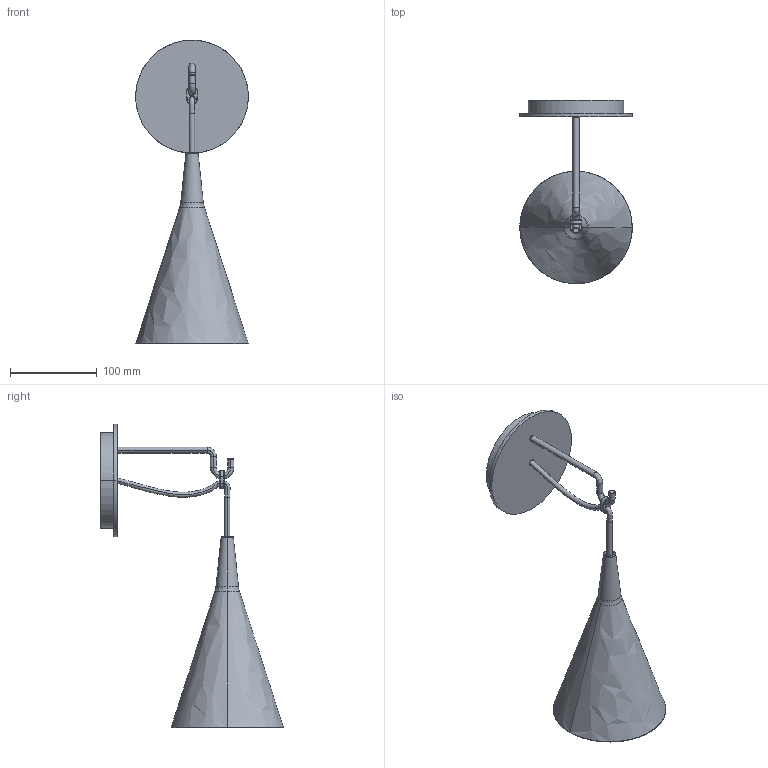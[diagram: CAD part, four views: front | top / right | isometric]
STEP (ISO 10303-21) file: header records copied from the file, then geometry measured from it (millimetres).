
FILE_DESCRIPTION(/* description */ (''),/* implementation_level */ '2;1');
FILE_NAME(/* name */ '3D_Vigo parete',/* time_stamp */ '2015-03-30T16:11:08+02:00',/* author */ (''),/* organization */ (''),/* preprocessor_version */ 'ST-DEVELOPER v10',/* originating_system */ '',/* authorisation */ '');
FILE_SCHEMA (('CONFIG_CONTROL_DESIGN'));
Length unit declared in the file: millimetre
Products named in the file (12): 1; 2; 3; 4; 5; 6; 7; 8; 9; 10; 11; 12
Assembly tree (11 placements, depth 2):
  1
    2
    3
    4
    5
    6
    7
    8
    9
    10
    11
    12
Bounding box: 130 x 210.86 x 349.94 mm (x, y, z)
Volume: 176497.6 mm3; surface area: 180099.2 mm2
Topology: 12 solids, 13 shells, 190 faces, 412 edges, 247 vertices
Faces by surface type: bspline 154, plane 36
Entity records: 10028 total; most frequent: CARTESIAN_POINT 6553, ORIENTED_EDGE 804, EDGE_CURVE 406, VERTEX_POINT 247, EDGE_LOOP 207, ADVANCED_FACE 190, FACE_OUTER_BOUND 190, B_SPLINE_CURVE_WITH_KNOTS 116
